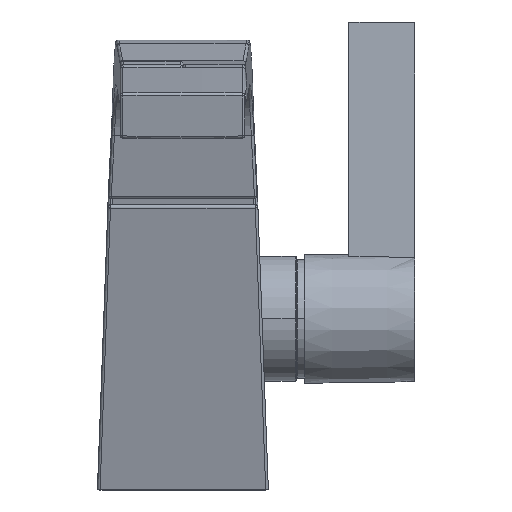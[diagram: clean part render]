
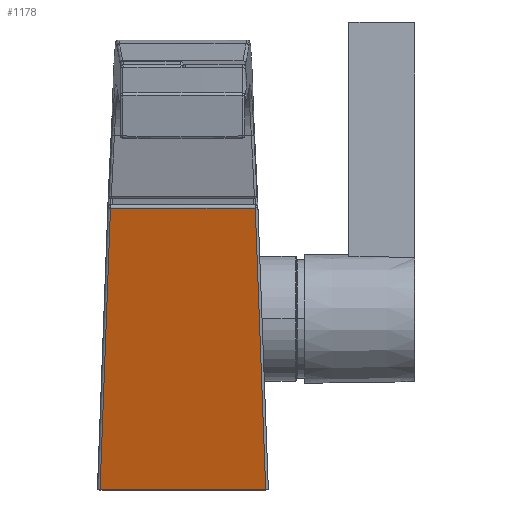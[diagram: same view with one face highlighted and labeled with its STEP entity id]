
A CAD part, top view. The second image highlights one B-rep face of the part: STEP entity #1178.
In plain terms, the highlighted planar face has unit normal (0, -0.259, 0.966).
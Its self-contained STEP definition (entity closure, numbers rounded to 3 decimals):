
#18 = DIRECTION ( 'NONE',  ( 0., 0.259, -0.966 ) ) ;
#46 = PLANE ( 'NONE',  #834 ) ;
#108 = LINE ( 'NONE', #3044, #3638 ) ;
#122 = VECTOR ( 'NONE', #5774, 1000. ) ;
#302 = CARTESIAN_POINT ( 'NONE',  ( 26., 88.325, 51.667 ) ) ;
#635 = CARTESIAN_POINT ( 'NONE',  ( 25.192, 0., 28. ) ) ;
#679 = DIRECTION ( 'NONE',  ( -1., 0., 0. ) ) ;
#694 = CARTESIAN_POINT ( 'NONE',  ( 26., 0., 28. ) ) ;
#774 = CARTESIAN_POINT ( 'NONE',  ( 22.028, 85.62, 50.942 ) ) ;
#834 = AXIS2_PLACEMENT_3D ( 'NONE', #302, #18, #5539 ) ;
#1119 = EDGE_CURVE ( 'NONE', #3200, #5192, #1266, .T. ) ;
#1146 = VERTEX_POINT ( 'NONE', #774 ) ;
#1178 = ADVANCED_FACE ( 'NONE', ( #4658 ), #46, .F. ) ;
#1266 = LINE ( 'NONE', #694, #4790 ) ;
#1613 = LINE ( 'NONE', #3440, #2709 ) ;
#1911 = ORIENTED_EDGE ( 'NONE', *, *, #2618, .T. ) ;
#2081 = CARTESIAN_POINT ( 'NONE',  ( -25.192, 0., 28. ) ) ;
#2084 = DIRECTION ( 'NONE',  ( -0.036, -0.965, -0.259 ) ) ;
#2114 = ORIENTED_EDGE ( 'NONE', *, *, #1119, .F. ) ;
#2234 = CARTESIAN_POINT ( 'NONE',  ( 22., 86.365, 51.141 ) ) ;
#2544 = EDGE_LOOP ( 'NONE', ( #2114, #1911, #4217, #3081 ) ) ;
#2618 = EDGE_CURVE ( 'NONE', #3200, #1146, #2716, .T. ) ;
#2709 = VECTOR ( 'NONE', #2964, 1000. ) ;
#2716 = LINE ( 'NONE', #2234, #122 ) ;
#2964 = DIRECTION ( 'NONE',  ( -1., 0., 0. ) ) ;
#3044 = CARTESIAN_POINT ( 'NONE',  ( -25.193, -0.028, 27.993 ) ) ;
#3081 = ORIENTED_EDGE ( 'NONE', *, *, #4137, .T. ) ;
#3200 = VERTEX_POINT ( 'NONE', #635 ) ;
#3291 = EDGE_CURVE ( 'NONE', #1146, #5736, #1613, .T. ) ;
#3440 = CARTESIAN_POINT ( 'NONE',  ( -22.807, 85.62, 50.942 ) ) ;
#3638 = VECTOR ( 'NONE', #2084, 1000. ) ;
#4137 = EDGE_CURVE ( 'NONE', #5736, #5192, #108, .T. ) ;
#4217 = ORIENTED_EDGE ( 'NONE', *, *, #3291, .T. ) ;
#4658 = FACE_OUTER_BOUND ( 'NONE', #2544, .T. ) ;
#4790 = VECTOR ( 'NONE', #679, 1000. ) ;
#5192 = VERTEX_POINT ( 'NONE', #2081 ) ;
#5539 = DIRECTION ( 'NONE',  ( 0., 0.966, 0.259 ) ) ;
#5696 = CARTESIAN_POINT ( 'NONE',  ( -22.028, 85.62, 50.942 ) ) ;
#5736 = VERTEX_POINT ( 'NONE', #5696 ) ;
#5774 = DIRECTION ( 'NONE',  ( -0.036, 0.965, 0.259 ) ) ;
